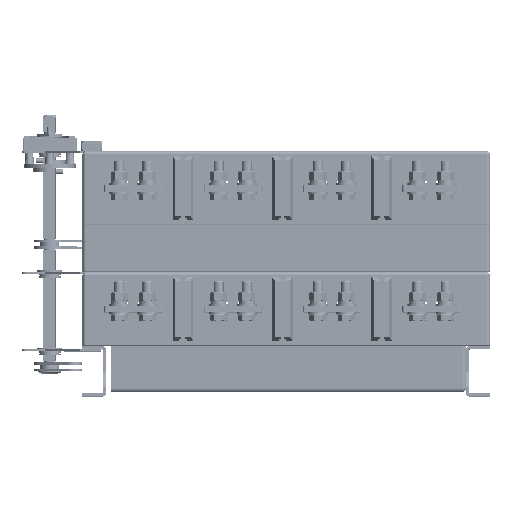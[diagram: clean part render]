
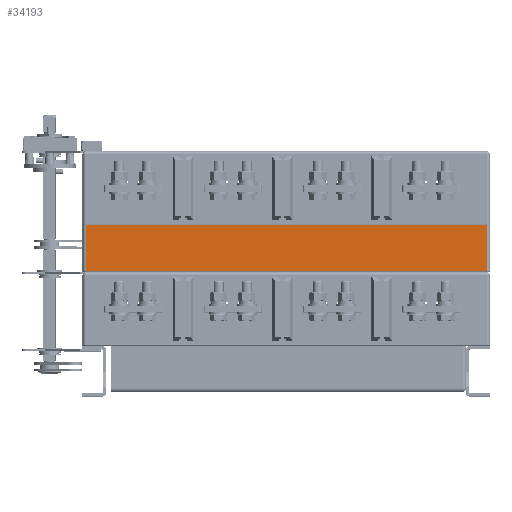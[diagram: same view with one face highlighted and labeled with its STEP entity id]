
A CAD part, top view. The second image highlights one B-rep face of the part: STEP entity #34193.
In plain terms, the highlighted face is planar.
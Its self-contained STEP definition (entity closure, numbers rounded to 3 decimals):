
#2197 = AXIS2_PLACEMENT_3D ( 'NONE', #39347, #16501, #39181 ) ;
#2220 = CARTESIAN_POINT ( 'NONE',  ( -245.9, 55.5, -99.85 ) ) ;
#2683 = EDGE_LOOP ( 'NONE', ( #38391, #5423, #48062, #6036 ) ) ;
#3795 = LINE ( 'NONE', #5748, #42635 ) ;
#5423 = ORIENTED_EDGE ( 'NONE', *, *, #30577, .T. ) ;
#5557 = VERTEX_POINT ( 'NONE', #24758 ) ;
#5562 = DIRECTION ( 'NONE',  ( 1., 0., 0. ) ) ;
#5586 = DIRECTION ( 'NONE',  ( 0., 1., 0. ) ) ;
#5748 = CARTESIAN_POINT ( 'NONE',  ( -241.9, 56.5, -99.85 ) ) ;
#6036 = ORIENTED_EDGE ( 'NONE', *, *, #46551, .T. ) ;
#11769 = CARTESIAN_POINT ( 'NONE',  ( 241.9, 55.5, -99.85 ) ) ;
#12918 = DIRECTION ( 'NONE',  ( 0., -1., 0. ) ) ;
#15166 = LINE ( 'NONE', #2220, #47973 ) ;
#16090 = CARTESIAN_POINT ( 'NONE',  ( -241.9, 55.5, -99.85 ) ) ;
#16500 = EDGE_CURVE ( 'NONE', #5557, #42842, #3795, .T. ) ;
#16501 = DIRECTION ( 'NONE',  ( 0., 0., 1. ) ) ;
#24758 = CARTESIAN_POINT ( 'NONE',  ( -241.9, 0., -99.85 ) ) ;
#25237 = EDGE_CURVE ( 'NONE', #42762, #47848, #42748, .T. ) ;
#30577 = EDGE_CURVE ( 'NONE', #42842, #42762, #15166, .T. ) ;
#31355 = CARTESIAN_POINT ( 'NONE',  ( -245.9, 0., -99.85 ) ) ;
#31774 = LINE ( 'NONE', #31355, #43137 ) ;
#31837 = DIRECTION ( 'NONE',  ( -1., 0., 0. ) ) ;
#34193 = ADVANCED_FACE ( 'NONE', ( #42654 ), #47357, .F. ) ;
#36232 = CARTESIAN_POINT ( 'NONE',  ( 241.9, 56.5, -99.85 ) ) ;
#38391 = ORIENTED_EDGE ( 'NONE', *, *, #16500, .T. ) ;
#39181 = DIRECTION ( 'NONE',  ( 1., 0., 0. ) ) ;
#39347 = CARTESIAN_POINT ( 'NONE',  ( -245.9, 56.5, -99.85 ) ) ;
#40890 = CARTESIAN_POINT ( 'NONE',  ( 241.9, 0., -99.85 ) ) ;
#42635 = VECTOR ( 'NONE', #5586, 1000. ) ;
#42654 = FACE_OUTER_BOUND ( 'NONE', #2683, .T. ) ;
#42748 = LINE ( 'NONE', #36232, #48061 ) ;
#42762 = VERTEX_POINT ( 'NONE', #11769 ) ;
#42842 = VERTEX_POINT ( 'NONE', #16090 ) ;
#43137 = VECTOR ( 'NONE', #31837, 1000. ) ;
#46551 = EDGE_CURVE ( 'NONE', #47848, #5557, #31774, .T. ) ;
#47357 = PLANE ( 'NONE',  #2197 ) ;
#47848 = VERTEX_POINT ( 'NONE', #40890 ) ;
#47973 = VECTOR ( 'NONE', #5562, 1000. ) ;
#48061 = VECTOR ( 'NONE', #12918, 1000. ) ;
#48062 = ORIENTED_EDGE ( 'NONE', *, *, #25237, .T. ) ;
